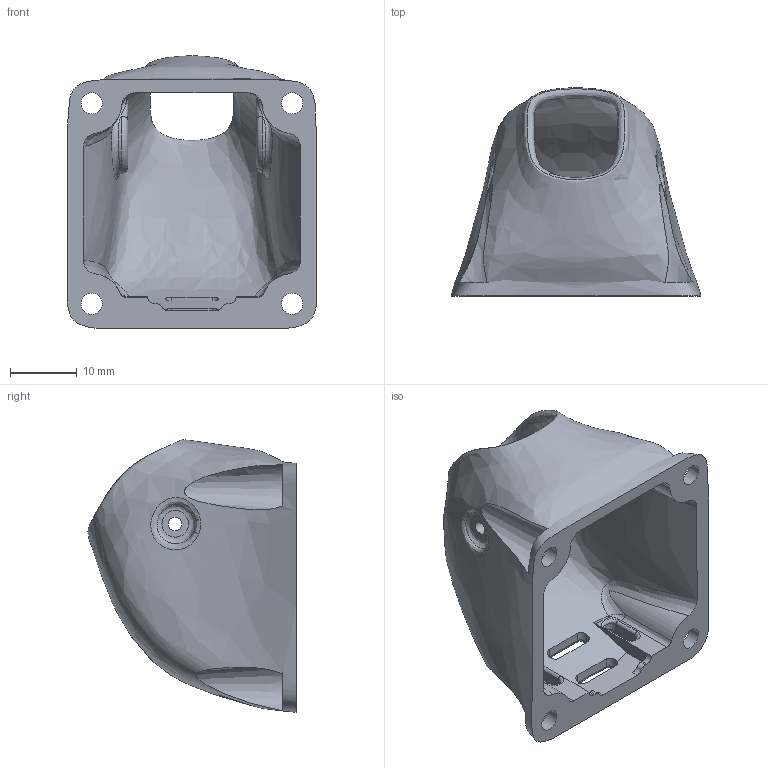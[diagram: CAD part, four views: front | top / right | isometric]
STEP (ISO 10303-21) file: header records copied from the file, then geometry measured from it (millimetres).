
FILE_DESCRIPTION(/* description */ (''),/* implementation_level */ '2;1');
FILE_NAME(/* name */ 'pod.step',/* time_stamp */ '2018-08-08T11:00:01+02:00',/* author */ ('account-autodeskZK8T7'),/* organization */ (''),/* preprocessor_version */ 'ST-DEVELOPER v17',/* originating_system */ 'Autodesk Translation Framework v7.1.0.215',/* authorisation */ '');
FILE_SCHEMA (('AUTOMOTIVE_DESIGN { 1 0 10303 214 3 1 1 }'));
Length unit declared in the file: millimetre
Products named in the file (1): pod
Bounding box: 37.39 x 31.13 x 40.79 mm (x, y, z)
Volume: 6178 mm3; surface area: 7391.5 mm2
Topology: 1 solids, 1 shells, 111 faces, 288 edges, 179 vertices
Faces by surface type: bspline 50, cylinder 28, plane 27, cone 4, torus 2
Full cylindrical faces by diameter (mm): 2 x2, 3.2 x4
Entity records: 12002 total; most frequent: CARTESIAN_POINT 9691, ORIENTED_EDGE 572, DIRECTION 295, EDGE_CURVE 286, VERTEX_POINT 179, B_SPLINE_CURVE_WITH_KNOTS 167, EDGE_LOOP 135, AXIS2_PLACEMENT_3D 116
